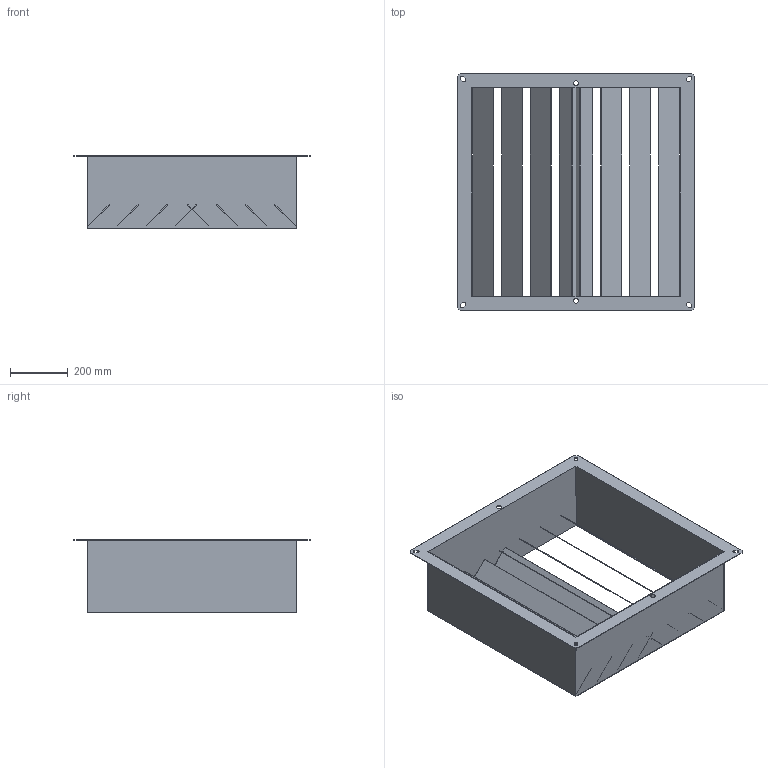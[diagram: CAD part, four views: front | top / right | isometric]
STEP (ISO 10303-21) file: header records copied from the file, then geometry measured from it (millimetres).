
FILE_DESCRIPTION (( 'STEP AP203' ), '1' );
FILE_NAME ('5TS1953_TSP 63-75-80-90.STEP', '2022-02-21T08:17:53', ( '' ), ( '' ), 'SwSTEP 2.0', 'SolidWorks 2018', '' );
FILE_SCHEMA (( 'CONFIG_CONTROL_DESIGN' ));
Length unit declared in the file: millimetre
Products named in the file (1): 5TS1953_TSP 63-75-80-90
Bounding box: 820 x 820 x 250 mm (x, y, z)
Volume: 2238611.2 mm3; surface area: 2906929.1 mm2
Topology: 1 solids, 1 shells, 71 faces, 204 edges, 136 vertices
Faces by surface type: plane 47, cylinder 24
Entity records: 2459 total; most frequent: CARTESIAN_POINT 412, ORIENTED_EDGE 408, DIRECTION 396, EDGE_CURVE 204, LINE 156, VECTOR 156, VERTEX_POINT 136, AXIS2_PLACEMENT_3D 120
